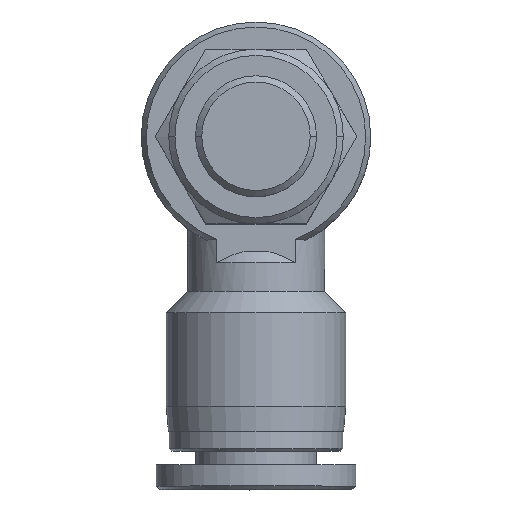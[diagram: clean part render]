
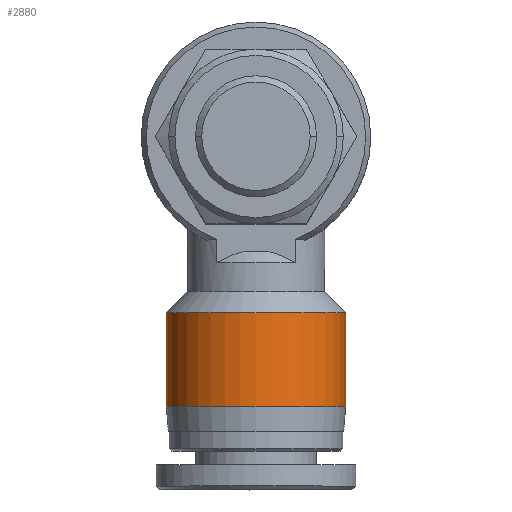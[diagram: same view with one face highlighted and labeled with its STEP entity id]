
A CAD part, top view. The second image highlights one B-rep face of the part: STEP entity #2880.
In plain terms, the highlighted cylindrical face has radius 7.2 mm (diameter 14.4 mm), a partial arc.
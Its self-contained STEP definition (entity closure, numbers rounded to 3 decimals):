
#141=CARTESIAN_POINT('',(-7.2,-4.55,-3.85));
#142=VERTEX_POINT('',#141);
#151=CARTESIAN_POINT('',(7.2,-4.55,-3.85));
#152=VERTEX_POINT('',#151);
#153=CARTESIAN_POINT('',(0.0,-4.55,-3.85));
#154=DIRECTION('',(0.0,1.0,0.0));
#155=DIRECTION('',(-1.0,0.0,0.0));
#156=AXIS2_PLACEMENT_3D('',#153,#154,#155);
#157=CIRCLE('',#156,7.2);
#158=EDGE_CURVE('',#142,#152,#157,.T.);
#183=CARTESIAN_POINT('',(7.2,-12.05,-3.85));
#184=VERTEX_POINT('',#183);
#185=CARTESIAN_POINT('',(7.2,-12.05,-3.85));
#186=DIRECTION('',(0.0,1.0,0.0));
#187=VECTOR('',#186,7.5);
#188=LINE('',#185,#187);
#189=EDGE_CURVE('',#184,#152,#188,.T.);
#191=CARTESIAN_POINT('',(-7.2,-12.05,-3.85));
#192=VERTEX_POINT('',#191);
#200=CARTESIAN_POINT('',(-7.2,-12.05,-3.85));
#201=DIRECTION('',(0.0,1.0,0.0));
#202=VECTOR('',#201,7.5);
#203=LINE('',#200,#202);
#204=EDGE_CURVE('',#192,#142,#203,.T.);
#2859=CARTESIAN_POINT('',(0.0,-12.05,-3.85));
#2860=DIRECTION('',(0.0,-1.0,0.0));
#2861=DIRECTION('',(-1.0,0.0,0.0));
#2862=AXIS2_PLACEMENT_3D('',#2859,#2860,#2861);
#2863=CIRCLE('',#2862,7.2);
#2864=EDGE_CURVE('',#184,#192,#2863,.T.);
#2869=CARTESIAN_POINT('',(0.0,-2.85,-3.85));
#2870=DIRECTION('',(0.0,-1.0,0.0));
#2871=DIRECTION('',(1.0,0.0,0.0));
#2872=AXIS2_PLACEMENT_3D('',#2869,#2870,#2871);
#2873=CYLINDRICAL_SURFACE('',#2872,7.2);
#2874=ORIENTED_EDGE('',*,*,#189,.T.);
#2875=ORIENTED_EDGE('',*,*,#158,.F.);
#2876=ORIENTED_EDGE('',*,*,#204,.F.);
#2877=ORIENTED_EDGE('',*,*,#2864,.F.);
#2878=EDGE_LOOP('',(#2874,#2875,#2876,#2877));
#2879=FACE_OUTER_BOUND('',#2878,.T.);
#2880=ADVANCED_FACE('',(#2879),#2873,.T.);
